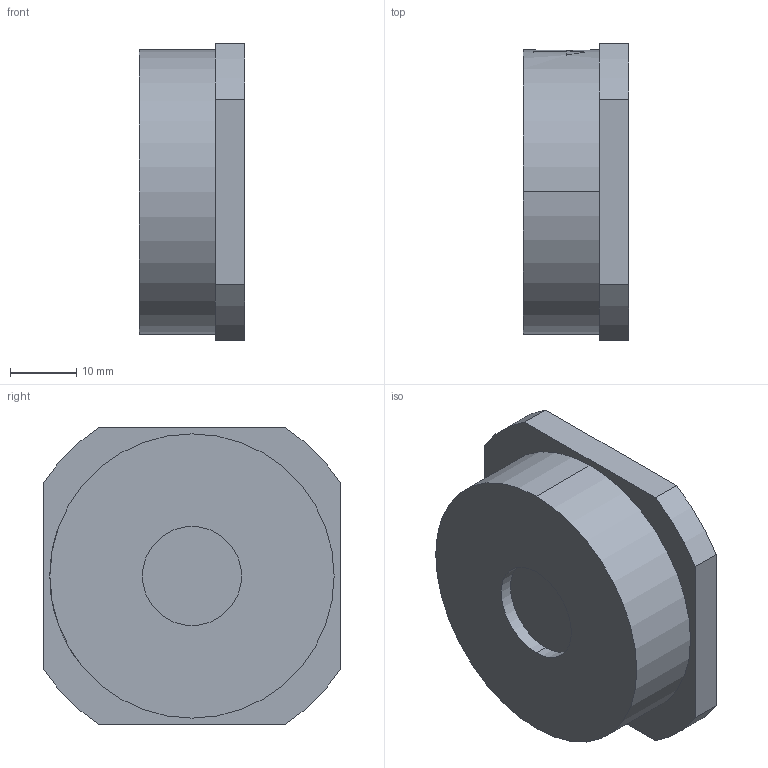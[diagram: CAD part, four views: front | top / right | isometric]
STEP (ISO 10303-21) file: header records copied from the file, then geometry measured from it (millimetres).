
FILE_DESCRIPTION (( 'STEP AP214' ), '1' );
FILE_NAME ('930-015.STEP', '2012-06-26T08:42:27', ( 'rals' ), ( 'Hewlett-Packard Company' ), 'SwSTEP 2.0', 'SolidWorks 2011', '' );
FILE_SCHEMA (( 'AUTOMOTIVE_DESIGN' ));
Length unit declared in the file: millimetre
Products named in the file (1): 930-015
Bounding box: 16 x 45 x 45 mm (x, y, z)
Volume: 23712 mm3; surface area: 6306 mm2
Topology: 1 solids, 1 shells, 91 faces, 240 edges, 160 vertices
Faces by surface type: plane 38, bspline 37, cylinder 16
Entity records: 5803 total; most frequent: CARTESIAN_POINT 3836, ORIENTED_EDGE 480, DIRECTION 264, EDGE_CURVE 240, VERTEX_POINT 160, B_SPLINE_CURVE_WITH_KNOTS 132, AXIS2_PLACEMENT_3D 101, EDGE_LOOP 100
